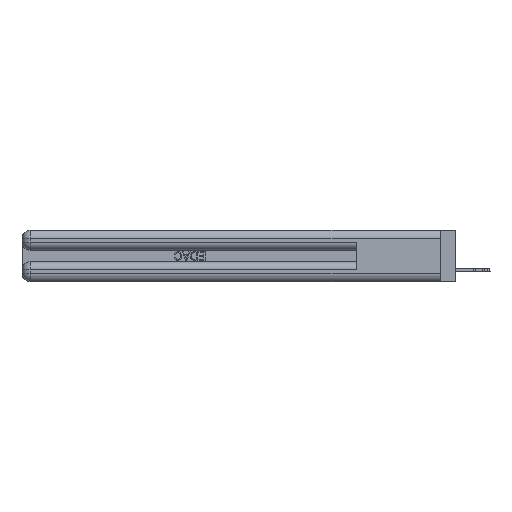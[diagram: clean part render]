
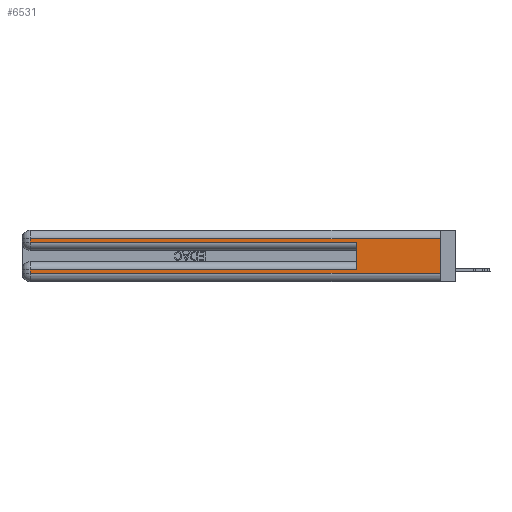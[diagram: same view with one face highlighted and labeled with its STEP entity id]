
A CAD part, left-side view. The second image highlights one B-rep face of the part: STEP entity #6531.
In plain terms, the highlighted planar face has unit normal (-1, 0, 0).
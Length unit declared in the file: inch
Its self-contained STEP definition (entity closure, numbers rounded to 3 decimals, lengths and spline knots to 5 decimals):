
#574 = AXIS2_PLACEMENT_3D ( 'NONE', #39381, #24709, #6218 ) ;
#2049 = VERTEX_POINT ( 'NONE', #31520 ) ;
#2546 = EDGE_CURVE ( 'NONE', #47234, #34444, #29516, .T. ) ;
#2592 = ORIENTED_EDGE ( 'NONE', *, *, #46114, .T. ) ;
#2710 = CARTESIAN_POINT ( 'NONE',  ( 0., 2.94, 0.285 ) ) ;
#3457 = CARTESIAN_POINT ( 'NONE',  ( 0., 0.6, 0.285 ) ) ;
#3504 = EDGE_CURVE ( 'NONE', #45380, #2049, #10870, .T. ) ;
#4064 = VERTEX_POINT ( 'NONE', #44333 ) ;
#5922 = CARTESIAN_POINT ( 'NONE',  ( 0., 0., 0.06 ) ) ;
#6218 = DIRECTION ( 'NONE',  ( 0., 0., -1. ) ) ;
#6531 = ADVANCED_FACE ( 'NONE', ( #20947 ), #42643, .F. ) ;
#7628 = DIRECTION ( 'NONE',  ( 0., 0., 1. ) ) ;
#7775 = CARTESIAN_POINT ( 'NONE',  ( 0., 0.6, 0.145 ) ) ;
#8677 = DIRECTION ( 'NONE',  ( 0., 0., -1. ) ) ;
#8985 = CARTESIAN_POINT ( 'NONE',  ( 0., 0., 0.37 ) ) ;
#9125 = CARTESIAN_POINT ( 'NONE',  ( 0., 0., 0.285 ) ) ;
#10870 = LINE ( 'NONE', #44152, #21911 ) ;
#11109 = VECTOR ( 'NONE', #33580, 39.37008 ) ;
#12996 = VERTEX_POINT ( 'NONE', #41805 ) ;
#14473 = VERTEX_POINT ( 'NONE', #5922 ) ;
#15036 = CARTESIAN_POINT ( 'NONE',  ( 0., 0., 0.06 ) ) ;
#15111 = LINE ( 'NONE', #8985, #45797 ) ;
#15535 = LINE ( 'NONE', #31782, #25453 ) ;
#18440 = VECTOR ( 'NONE', #7628, 39.37008 ) ;
#19649 = VECTOR ( 'NONE', #20135, 39.37008 ) ;
#20135 = DIRECTION ( 'NONE',  ( 0., -1., 0. ) ) ;
#20722 = LINE ( 'NONE', #41690, #38108 ) ;
#20947 = FACE_OUTER_BOUND ( 'NONE', #43785, .T. ) ;
#21669 = CARTESIAN_POINT ( 'NONE',  ( 0., 0., 0.31 ) ) ;
#21911 = VECTOR ( 'NONE', #47721, 39.37008 ) ;
#21935 = LINE ( 'NONE', #7775, #18440 ) ;
#22668 = LINE ( 'NONE', #15036, #35418 ) ;
#24103 = CARTESIAN_POINT ( 'NONE',  ( 0., 2.94, 0.085 ) ) ;
#24709 = DIRECTION ( 'NONE',  ( 1., 0., 0. ) ) ;
#25453 = VECTOR ( 'NONE', #46158, 39.37008 ) ;
#29516 = LINE ( 'NONE', #9125, #19649 ) ;
#30314 = CARTESIAN_POINT ( 'NONE',  ( 0., 0., 0.085 ) ) ;
#31520 = CARTESIAN_POINT ( 'NONE',  ( 0., 2.94, 0.06 ) ) ;
#31782 = CARTESIAN_POINT ( 'NONE',  ( 0., 2.94, 0.37 ) ) ;
#31972 = ORIENTED_EDGE ( 'NONE', *, *, #34530, .F. ) ;
#33111 = EDGE_CURVE ( 'NONE', #2049, #14473, #22668, .T. ) ;
#33580 = DIRECTION ( 'NONE',  ( 0., 1., 0. ) ) ;
#33689 = ORIENTED_EDGE ( 'NONE', *, *, #2546, .T. ) ;
#34444 = VERTEX_POINT ( 'NONE', #3457 ) ;
#34453 = ORIENTED_EDGE ( 'NONE', *, *, #34981, .T. ) ;
#34530 = EDGE_CURVE ( 'NONE', #4064, #34444, #21935, .T. ) ;
#34784 = DIRECTION ( 'NONE',  ( 0., 1., 0. ) ) ;
#34981 = EDGE_CURVE ( 'NONE', #40451, #12996, #20722, .T. ) ;
#35343 = ORIENTED_EDGE ( 'NONE', *, *, #40708, .F. ) ;
#35418 = VECTOR ( 'NONE', #44013, 39.37008 ) ;
#38108 = VECTOR ( 'NONE', #34784, 39.37008 ) ;
#39381 = CARTESIAN_POINT ( 'NONE',  ( 0., 0., 0.37 ) ) ;
#40095 = LINE ( 'NONE', #30314, #11109 ) ;
#40451 = VERTEX_POINT ( 'NONE', #21669 ) ;
#40708 = EDGE_CURVE ( 'NONE', #40451, #14473, #15111, .T. ) ;
#41690 = CARTESIAN_POINT ( 'NONE',  ( 0., 0., 0.31 ) ) ;
#41805 = CARTESIAN_POINT ( 'NONE',  ( 0., 2.94, 0.31 ) ) ;
#42643 = PLANE ( 'NONE',  #574 ) ;
#43734 = EDGE_CURVE ( 'NONE', #4064, #45380, #40095, .T. ) ;
#43785 = EDGE_LOOP ( 'NONE', ( #35343, #34453, #2592, #33689, #31972, #47852, #45289, #46392 ) ) ;
#44013 = DIRECTION ( 'NONE',  ( 0., -1., 0. ) ) ;
#44152 = CARTESIAN_POINT ( 'NONE',  ( 0., 2.94, 0.37 ) ) ;
#44333 = CARTESIAN_POINT ( 'NONE',  ( 0., 0.6, 0.085 ) ) ;
#45289 = ORIENTED_EDGE ( 'NONE', *, *, #3504, .T. ) ;
#45380 = VERTEX_POINT ( 'NONE', #24103 ) ;
#45797 = VECTOR ( 'NONE', #8677, 39.37008 ) ;
#46114 = EDGE_CURVE ( 'NONE', #12996, #47234, #15535, .T. ) ;
#46158 = DIRECTION ( 'NONE',  ( 0., 0., -1. ) ) ;
#46392 = ORIENTED_EDGE ( 'NONE', *, *, #33111, .T. ) ;
#47234 = VERTEX_POINT ( 'NONE', #2710 ) ;
#47721 = DIRECTION ( 'NONE',  ( 0., 0., -1. ) ) ;
#47852 = ORIENTED_EDGE ( 'NONE', *, *, #43734, .T. ) ;
